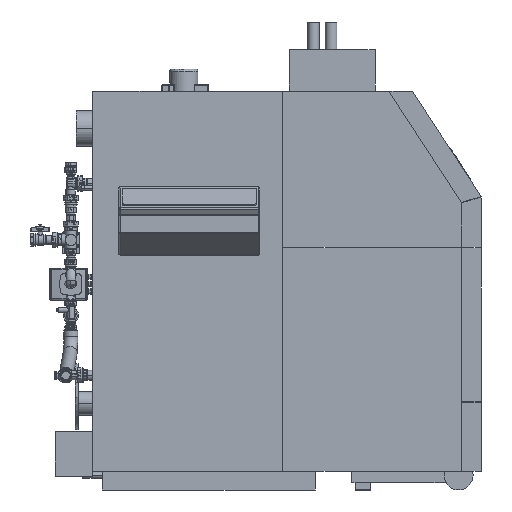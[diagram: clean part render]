
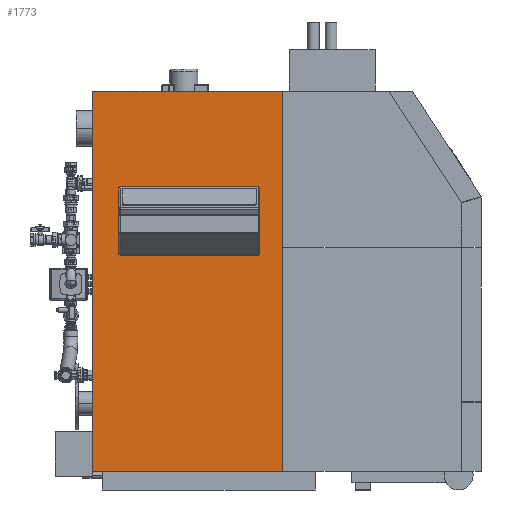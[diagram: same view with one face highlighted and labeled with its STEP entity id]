
A CAD part, front view. The second image highlights one B-rep face of the part: STEP entity #1773.
In plain terms, the highlighted planar face has unit normal (0, -1, 0).
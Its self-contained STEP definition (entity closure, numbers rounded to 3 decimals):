
#1576=CARTESIAN_POINT('Vertex',(-765.,-370.,0.)) ;
#1590=CARTESIAN_POINT('Vertex',(-765.,-370.,1624.)) ;
#1593=CARTESIAN_POINT('Line Origine',(-765.,-370.,812.)) ;
#1610=CARTESIAN_POINT('Line Origine',(-1170.,-370.,0.)) ;
#1614=CARTESIAN_POINT('Vertex',(-1575.,-370.,0.)) ;
#1676=CARTESIAN_POINT('Vertex',(-1575.,-370.,1624.)) ;
#1679=CARTESIAN_POINT('Line Origine',(-1170.,-370.,1624.)) ;
#1757=CARTESIAN_POINT('Axis2P3D Location',(0.,-370.,0.)) ;
#1762=CARTESIAN_POINT('Line Origine',(-1575.,-370.,812.)) ;
#1594=DIRECTION('Vector Direction',(0.,0.,1.)) ;
#1611=DIRECTION('Vector Direction',(-1.,0.,0.)) ;
#1680=DIRECTION('Vector Direction',(1.,0.,0.)) ;
#1758=DIRECTION('Axis2P3D Direction',(0.,1.,0.)) ;
#1759=DIRECTION('Axis2P3D XDirection',(-1.,0.,0.)) ;
#1763=DIRECTION('Vector Direction',(0.,0.,1.)) ;
#1760=AXIS2_PLACEMENT_3D('Plane Axis2P3D',#1757,#1758,#1759) ;
#1768=ORIENTED_EDGE('',*,*,#1597,.T.) ;
#1769=ORIENTED_EDGE('',*,*,#1683,.F.) ;
#1770=ORIENTED_EDGE('',*,*,#1766,.F.) ;
#1771=ORIENTED_EDGE('',*,*,#1616,.F.) ;
#1595=VECTOR('Line Direction',#1594,1.) ;
#1612=VECTOR('Line Direction',#1611,1.) ;
#1681=VECTOR('Line Direction',#1680,1.) ;
#1764=VECTOR('Line Direction',#1763,1.) ;
#1773=ADVANCED_FACE('Hauptk\X2\00F6\X0\rper',(#1772),#1761,.F.) ;
#1597=EDGE_CURVE('',#1577,#1591,#1596,.T.) ;
#1616=EDGE_CURVE('',#1577,#1615,#1613,.T.) ;
#1683=EDGE_CURVE('',#1677,#1591,#1682,.T.) ;
#1766=EDGE_CURVE('',#1615,#1677,#1765,.T.) ;
#1767=EDGE_LOOP('',(#1768,#1769,#1770,#1771)) ;
#1772=FACE_OUTER_BOUND('',#1767,.T.) ;
#1596=LINE('Line',#1593,#1595) ;
#1613=LINE('Line',#1610,#1612) ;
#1682=LINE('Line',#1679,#1681) ;
#1765=LINE('Line',#1762,#1764) ;
#1761=PLANE('',#1760) ;
#1577=VERTEX_POINT('',#1576) ;
#1591=VERTEX_POINT('',#1590) ;
#1615=VERTEX_POINT('',#1614) ;
#1677=VERTEX_POINT('',#1676) ;
